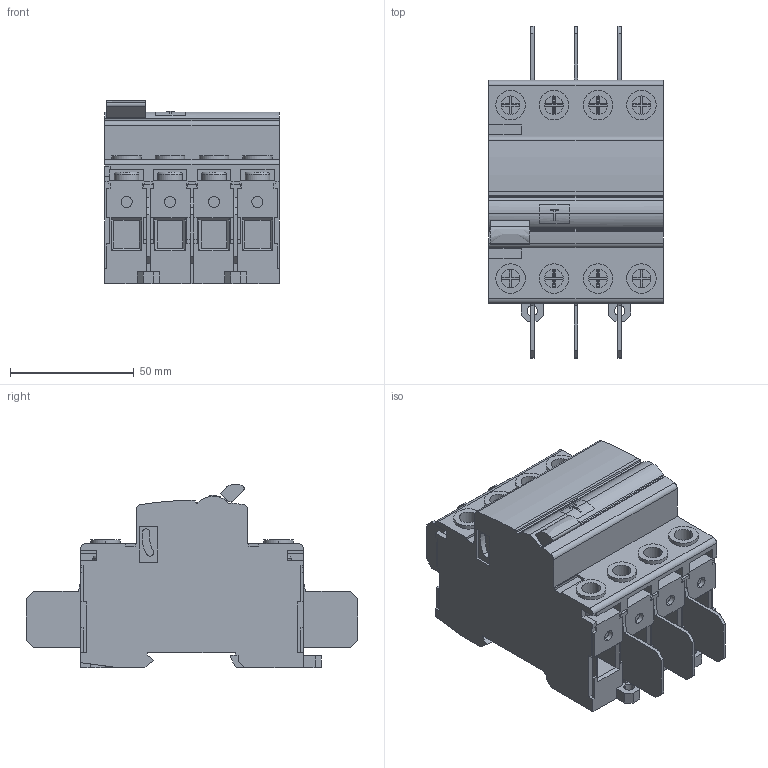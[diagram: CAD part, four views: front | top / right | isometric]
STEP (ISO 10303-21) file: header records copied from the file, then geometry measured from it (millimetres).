
FILE_DESCRIPTION (( 'STEP AP203' ), '1' );
FILE_NAME ('ÂÄÒ DV 4P 80A-30ìÀ (ÀÑ) EKF AVERES (rcñb-4-80-30-ac-av).STEP', '2022-11-15T13:52:52', ( '' ), ( '' ), 'SwSTEP 2.0', 'SolidWorks 2021', '' );
FILE_SCHEMA (( 'CONFIG_CONTROL_DESIGN' ));
Length unit declared in the file: millimetre
Products named in the file (1): ÂÄÒ DV 4P 80A-30ìÀ (ÀÑ) EKF AVERES (rcñb-4-80-30-ac-av)
Bounding box: 70.6 x 134 x 73.96 mm (x, y, z)
Volume: 328480 mm3; surface area: 56841.5 mm2
Topology: 7 solids, 8 shells, 844 faces, 2283 edges, 1496 vertices
Faces by surface type: plane 713, cylinder 106, torus 16, bspline 9
Entity records: 26444 total; most frequent: CARTESIAN_POINT 5178, ORIENTED_EDGE 4566, DIRECTION 4070, EDGE_CURVE 2283, LINE 1882, VECTOR 1882, VERTEX_POINT 1496, AXIS2_PLACEMENT_3D 1094
